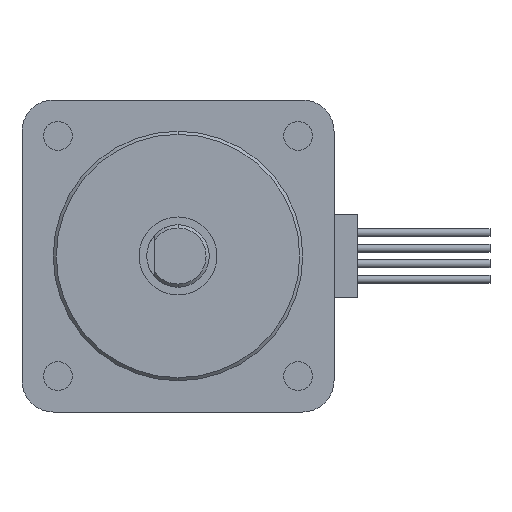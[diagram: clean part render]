
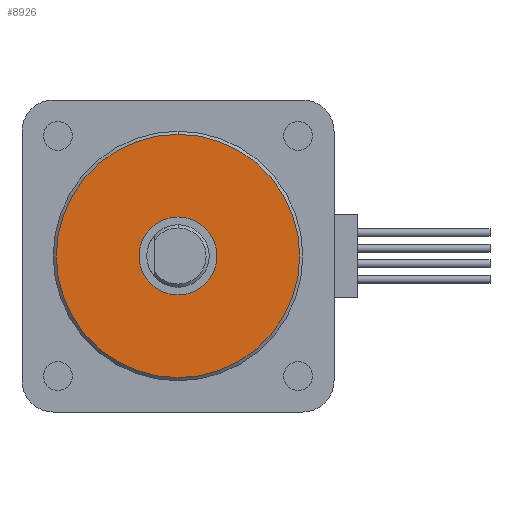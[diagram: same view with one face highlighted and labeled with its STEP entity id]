
A CAD part, left-side view. The second image highlights one B-rep face of the part: STEP entity #8926.
In plain terms, the highlighted planar face has unit normal (-1, 0, 0).
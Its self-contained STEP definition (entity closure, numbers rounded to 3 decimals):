
#359 = FACE_BOUND ( 'NONE', #6797, .T. ) ;
#415 = CARTESIAN_POINT ( 'NONE',  ( -29.6, 0., -7.8 ) ) ;
#630 = DIRECTION ( 'NONE',  ( 0., 0., 1. ) ) ;
#704 = CARTESIAN_POINT ( 'NONE',  ( -29.6, 0., -2.5 ) ) ;
#973 = DIRECTION ( 'NONE',  ( -1., 0., 0. ) ) ;
#1246 = CARTESIAN_POINT ( 'NONE',  ( -29.6, 0., 0. ) ) ;
#1630 = AXIS2_PLACEMENT_3D ( 'NONE', #5293, #6883, #630 ) ;
#1819 = CIRCLE ( 'NONE', #9276, 2.5 ) ;
#1887 = EDGE_CURVE ( 'NONE', #7291, #7585, #5008, .T. ) ;
#1989 = AXIS2_PLACEMENT_3D ( 'NONE', #1246, #2767, #2008 ) ;
#2008 = DIRECTION ( 'NONE',  ( 0., 0., 1. ) ) ;
#2147 = AXIS2_PLACEMENT_3D ( 'NONE', #7510, #6013, #3715 ) ;
#2495 = VERTEX_POINT ( 'NONE', #415 ) ;
#2533 = DIRECTION ( 'NONE',  ( 0., 0., 1. ) ) ;
#2767 = DIRECTION ( 'NONE',  ( -1., 0., 0. ) ) ;
#3656 = CARTESIAN_POINT ( 'NONE',  ( -29.6, 0., 0. ) ) ;
#3715 = DIRECTION ( 'NONE',  ( 0., 0., 1. ) ) ;
#3894 = ORIENTED_EDGE ( 'NONE', *, *, #9202, .T. ) ;
#4356 = AXIS2_PLACEMENT_3D ( 'NONE', #7805, #973, #2533 ) ;
#4407 = DIRECTION ( 'NONE',  ( 0., 0., 1. ) ) ;
#4425 = EDGE_LOOP ( 'NONE', ( #9631, #3894 ) ) ;
#4844 = EDGE_CURVE ( 'NONE', #2495, #5635, #8465, .T. ) ;
#5008 = CIRCLE ( 'NONE', #4356, 2.5 ) ;
#5070 = ORIENTED_EDGE ( 'NONE', *, *, #1887, .F. ) ;
#5293 = CARTESIAN_POINT ( 'NONE',  ( -29.6, 0., 0. ) ) ;
#5367 = DIRECTION ( 'NONE',  ( -1., 0., 0. ) ) ;
#5608 = CARTESIAN_POINT ( 'NONE',  ( -29.6, 0., 7.8 ) ) ;
#5635 = VERTEX_POINT ( 'NONE', #5608 ) ;
#5885 = EDGE_CURVE ( 'NONE', #7585, #7291, #1819, .T. ) ;
#6013 = DIRECTION ( 'NONE',  ( -1., 0., 0. ) ) ;
#6311 = FACE_OUTER_BOUND ( 'NONE', #4425, .T. ) ;
#6461 = PLANE ( 'NONE',  #2147 ) ;
#6797 = EDGE_LOOP ( 'NONE', ( #7050, #5070 ) ) ;
#6883 = DIRECTION ( 'NONE',  ( -1., 0., 0. ) ) ;
#7050 = ORIENTED_EDGE ( 'NONE', *, *, #5885, .F. ) ;
#7291 = VERTEX_POINT ( 'NONE', #704 ) ;
#7510 = CARTESIAN_POINT ( 'NONE',  ( -29.6, 0., 0. ) ) ;
#7585 = VERTEX_POINT ( 'NONE', #8125 ) ;
#7805 = CARTESIAN_POINT ( 'NONE',  ( -29.6, 0., 0. ) ) ;
#8125 = CARTESIAN_POINT ( 'NONE',  ( -29.6, 0., 2.5 ) ) ;
#8465 = CIRCLE ( 'NONE', #1630, 7.8 ) ;
#8668 = CIRCLE ( 'NONE', #1989, 7.8 ) ;
#8926 = ADVANCED_FACE ( 'NONE', ( #6311, #359 ), #6461, .T. ) ;
#9202 = EDGE_CURVE ( 'NONE', #5635, #2495, #8668, .T. ) ;
#9276 = AXIS2_PLACEMENT_3D ( 'NONE', #3656, #5367, #4407 ) ;
#9631 = ORIENTED_EDGE ( 'NONE', *, *, #4844, .T. ) ;
